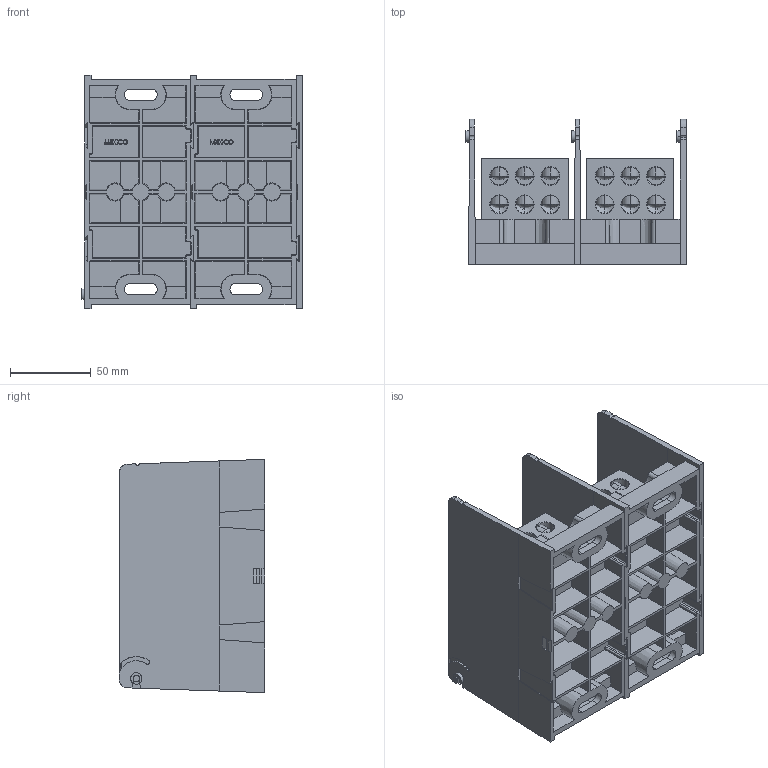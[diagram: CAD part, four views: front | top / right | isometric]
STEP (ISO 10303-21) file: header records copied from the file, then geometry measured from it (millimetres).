
FILE_DESCRIPTION (( 'STEP AP214' ), '1' );
FILE_NAME ('701918_2p_rev-.STEP', '2013-08-27T11:47:38', ( '' ), ( '' ), 'SwSTEP 2.0', 'SolidWorks 2013', '' );
FILE_SCHEMA (( 'AUTOMOTIVE_DESIGN' ));
Length unit declared in the file: inch
Products named in the file (1): 701918_2p_rev-
Bounding box: 136.78 x 90.17 x 144.78 mm (x, y, z)
Volume: 491734.3 mm3; surface area: 268160.5 mm2
Topology: 25 solids, 25 shells, 1830 faces, 4593 edges, 2896 vertices
Faces by surface type: plane 715, cylinder 521, cone 496, torus 48, bspline 42, sphere 8
Entity records: 88842 total; most frequent: CARTESIAN_POINT 22741, ORIENTED_EDGE 9162, DIRECTION 8225, EDGE_CURVE 4581, VERTEX_POINT 2896, AXIS2_PLACEMENT_3D 2808, LINE 2609, VECTOR 2609
